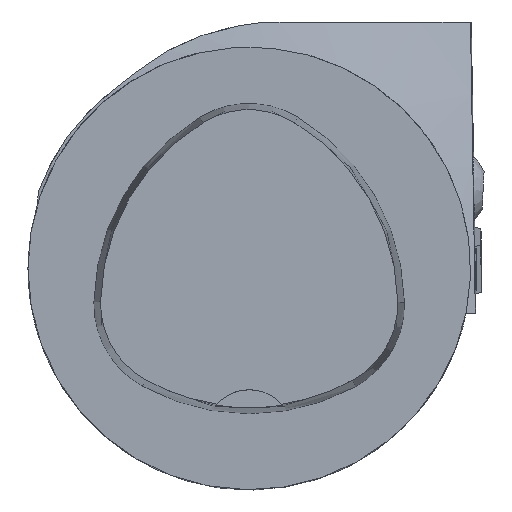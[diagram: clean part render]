
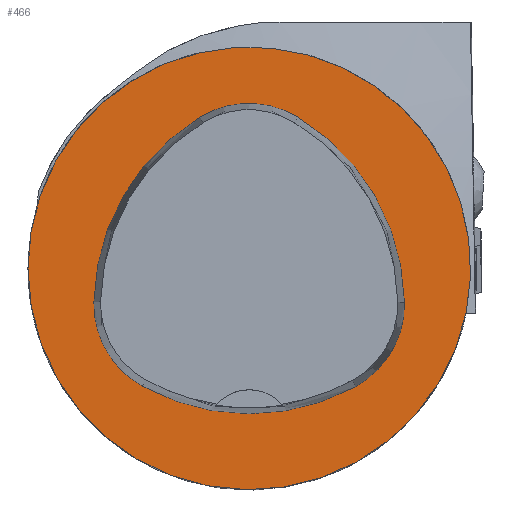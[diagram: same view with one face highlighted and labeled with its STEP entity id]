
A CAD part, top view. The second image highlights one B-rep face of the part: STEP entity #466.
In plain terms, the highlighted planar face has unit normal (0, 0, 1).
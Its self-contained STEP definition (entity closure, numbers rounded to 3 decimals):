
#208=FACE_BOUND('',#877,.T.);
#209=FACE_BOUND('',#878,.T.);
#343=CIRCLE('',#3171,20.);
#348=CIRCLE('',#3207,20.);
#350=CIRCLE('',#3210,8.5);
#352=CIRCLE('',#3213,20.);
#354=CIRCLE('',#3216,8.5);
#358=CIRCLE('',#3221,20.);
#360=CIRCLE('',#3224,8.5);
#466=ADVANCED_FACE('',(#208,#209),#624,.T.);
#624=PLANE('',#3229);
#877=EDGE_LOOP('',(#1181,#1182,#1183,#1184,#1185,#1186));
#878=EDGE_LOOP('',(#1187));
#1181=ORIENTED_EDGE('',*,*,#2268,.T.);
#1182=ORIENTED_EDGE('',*,*,#2248,.T.);
#1183=ORIENTED_EDGE('',*,*,#2252,.T.);
#1184=ORIENTED_EDGE('',*,*,#2255,.T.);
#1185=ORIENTED_EDGE('',*,*,#2258,.T.);
#1186=ORIENTED_EDGE('',*,*,#2266,.T.);
#1187=ORIENTED_EDGE('',*,*,#2192,.F.);
#1907=VERTEX_POINT('',#4414);
#1949=VERTEX_POINT('',#4636);
#1950=VERTEX_POINT('',#4637);
#1953=VERTEX_POINT('',#4645);
#1955=VERTEX_POINT('',#4651);
#1957=VERTEX_POINT('',#4657);
#1964=VERTEX_POINT('',#4678);
#2192=EDGE_CURVE('',#1907,#1907,#343,.T.);
#2248=EDGE_CURVE('',#1949,#1950,#348,.T.);
#2252=EDGE_CURVE('',#1950,#1953,#350,.T.);
#2255=EDGE_CURVE('',#1953,#1955,#352,.T.);
#2258=EDGE_CURVE('',#1955,#1957,#354,.T.);
#2266=EDGE_CURVE('',#1957,#1964,#358,.T.);
#2268=EDGE_CURVE('',#1964,#1949,#360,.T.);
#3171=AXIS2_PLACEMENT_3D('',#4413,#3502,#3503);
#3207=AXIS2_PLACEMENT_3D('',#4635,#3604,#3605);
#3210=AXIS2_PLACEMENT_3D('',#4644,#3612,#3613);
#3213=AXIS2_PLACEMENT_3D('',#4650,#3619,#3620);
#3216=AXIS2_PLACEMENT_3D('',#4656,#3626,#3627);
#3221=AXIS2_PLACEMENT_3D('',#4679,#3638,#3639);
#3224=AXIS2_PLACEMENT_3D('',#4682,#3644,#3645);
#3229=AXIS2_PLACEMENT_3D('',#4687,#3654,#3655);
#3502=DIRECTION('',(0.,0.,-1.));
#3503=DIRECTION('',(-1.,0.,0.));
#3604=DIRECTION('',(0.,0.,-1.));
#3605=DIRECTION('',(-1.,0.,0.));
#3612=DIRECTION('',(0.,0.,-1.));
#3613=DIRECTION('',(-1.,0.,0.));
#3619=DIRECTION('',(0.,0.,-1.));
#3620=DIRECTION('',(-1.,0.,0.));
#3626=DIRECTION('',(0.,0.,-1.));
#3627=DIRECTION('',(-1.,0.,0.));
#3638=DIRECTION('',(0.,0.,-1.));
#3639=DIRECTION('',(-1.,0.,0.));
#3644=DIRECTION('',(0.,0.,-1.));
#3645=DIRECTION('',(-1.,0.,0.));
#3654=DIRECTION('',(0.,0.,1.));
#3655=DIRECTION('',(1.,0.,0.));
#4413=CARTESIAN_POINT('',(0.,0.,0.));
#4414=CARTESIAN_POINT('',(-20.,0.,0.));
#4635=CARTESIAN_POINT('',(5.955,-3.414,0.));
#4636=CARTESIAN_POINT('',(-14.041,-3.042,0.));
#4637=CARTESIAN_POINT('',(-4.472,13.653,0.));
#4644=CARTESIAN_POINT('',(-0.04,6.4,0.));
#4645=CARTESIAN_POINT('',(4.347,13.68,0.));
#4650=CARTESIAN_POINT('',(-5.976,-3.45,0.));
#4651=CARTESIAN_POINT('',(14.021,-3.075,0.));
#4656=CARTESIAN_POINT('',(5.522,-3.235,0.));
#4657=CARTESIAN_POINT('',(9.588,-10.699,0.));
#4678=CARTESIAN_POINT('',(-9.655,-10.639,0.));
#4679=CARTESIAN_POINT('',(0.022,6.864,0.));
#4682=CARTESIAN_POINT('',(-5.543,-3.2,0.));
#4687=CARTESIAN_POINT('',(0.,0.,0.));
